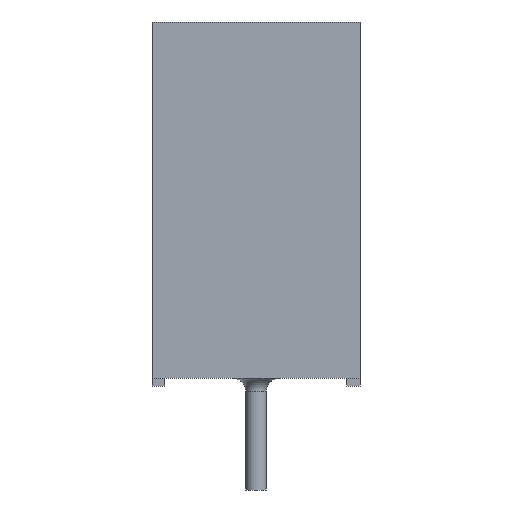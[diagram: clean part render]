
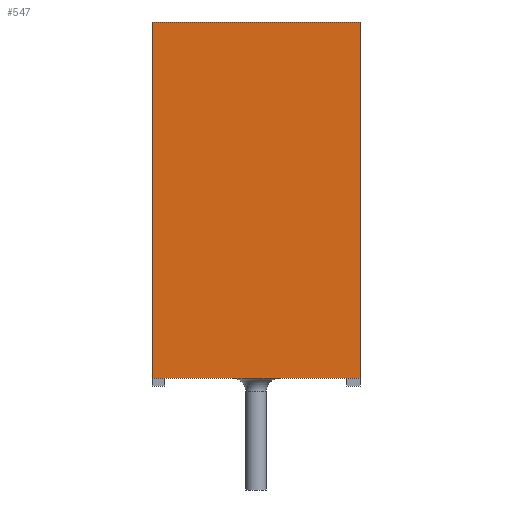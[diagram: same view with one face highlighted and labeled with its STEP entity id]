
A CAD part, left-side view. The second image highlights one B-rep face of the part: STEP entity #547.
In plain terms, the highlighted planar face has unit normal (-1, 0, 0).
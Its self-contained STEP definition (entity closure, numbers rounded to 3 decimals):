
#547 = ADVANCED_FACE( '', ( #1203 ), #1204, .F. );
#1203 = FACE_OUTER_BOUND( '', #1966, .T. );
#1204 = PLANE( '', #1967 );
#1966 = EDGE_LOOP( '', ( #4009, #4010, #4011, #4012 ) );
#1967 = AXIS2_PLACEMENT_3D( '', #4013, #4014, #4015 );
#4009 = ORIENTED_EDGE( '', *, *, #5426, .T. );
#4010 = ORIENTED_EDGE( '', *, *, #5472, .F. );
#4011 = ORIENTED_EDGE( '', *, *, #5574, .F. );
#4012 = ORIENTED_EDGE( '', *, *, #5120, .T. );
#4013 = CARTESIAN_POINT( '', ( -9., -4., 6.85 ) );
#4014 = DIRECTION( '', ( 1., 0., 0. ) );
#4015 = DIRECTION( '', ( 0., 0., -1. ) );
#5120 = EDGE_CURVE( '', #6053, #6051, #6054, .T. );
#5426 = EDGE_CURVE( '', #6051, #6518, #6519, .T. );
#5472 = EDGE_CURVE( '', #6583, #6518, #6585, .T. );
#5574 = EDGE_CURVE( '', #6053, #6583, #6726, .T. );
#6051 = VERTEX_POINT( '', #7755 );
#6053 = VERTEX_POINT( '', #7758 );
#6054 = LINE( '', #7759, #7760 );
#6518 = VERTEX_POINT( '', #9089 );
#6519 = LINE( '', #9090, #9091 );
#6583 = VERTEX_POINT( '', #9264 );
#6585 = LINE( '', #9267, #9268 );
#6726 = LINE( '', #9711, #9712 );
#7755 = CARTESIAN_POINT( '', ( -9., 4., 6.85 ) );
#7758 = CARTESIAN_POINT( '', ( -9., -4., 6.85 ) );
#7759 = CARTESIAN_POINT( '', ( -9., -4., 6.85 ) );
#7760 = VECTOR( '', #10244, 1000. );
#9089 = CARTESIAN_POINT( '', ( -9., 4., -6.85 ) );
#9090 = CARTESIAN_POINT( '', ( -9., 4., 6.85 ) );
#9091 = VECTOR( '', #10384, 1000. );
#9264 = CARTESIAN_POINT( '', ( -9., -4., -6.85 ) );
#9267 = CARTESIAN_POINT( '', ( -9., -4., -6.85 ) );
#9268 = VECTOR( '', #10409, 1000. );
#9711 = CARTESIAN_POINT( '', ( -9., -4., 6.85 ) );
#9712 = VECTOR( '', #10458, 1000. );
#10244 = DIRECTION( '', ( 0., 1., 0. ) );
#10384 = DIRECTION( '', ( 0., 0., -1. ) );
#10409 = DIRECTION( '', ( 0., 1., 0. ) );
#10458 = DIRECTION( '', ( 0., 0., -1. ) );
